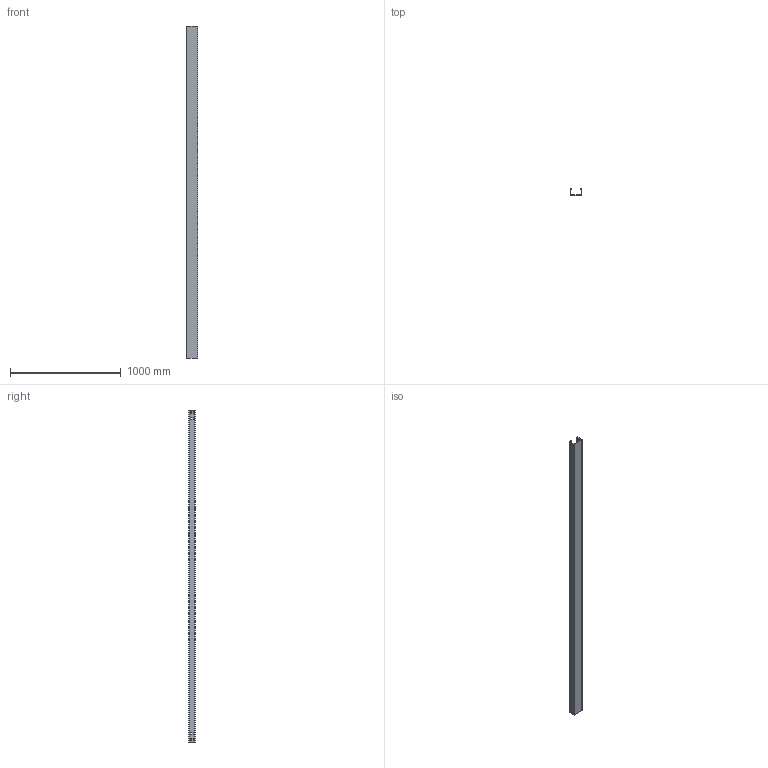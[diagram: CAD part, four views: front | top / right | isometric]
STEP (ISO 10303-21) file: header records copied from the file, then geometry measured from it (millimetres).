
FILE_DESCRIPTION((''),'2;1');
FILE_NAME('6064307','2012-07-06T',('AndreasKeweloh'),(''),'PRO/ENGINEER BY PARAMETRIC TECHNOLOGY CORPORATION, 2012130','PRO/ENGINEER BY PARAMETRIC TECHNOLOGY CORPORATION, 2012130','');
FILE_SCHEMA(('CONFIG_CONTROL_DESIGN'));
Length unit declared in the file: millimetre
Products named in the file (1): 6064307
Bounding box: 100 x 60.98 x 3000 mm (x, y, z)
Volume: 1102943.2 mm3; surface area: 1481480.1 mm2
Topology: 1 solids, 1 shells, 82 faces, 240 edges, 160 vertices
Faces by surface type: plane 42, cylinder 40
Entity records: 2846 total; most frequent: DIRECTION 484, CARTESIAN_POINT 482, ORIENTED_EDGE 480, EDGE_CURVE 240, AXIS2_PLACEMENT_3D 162, VECTOR 160, LINE 160, VERTEX_POINT 160
